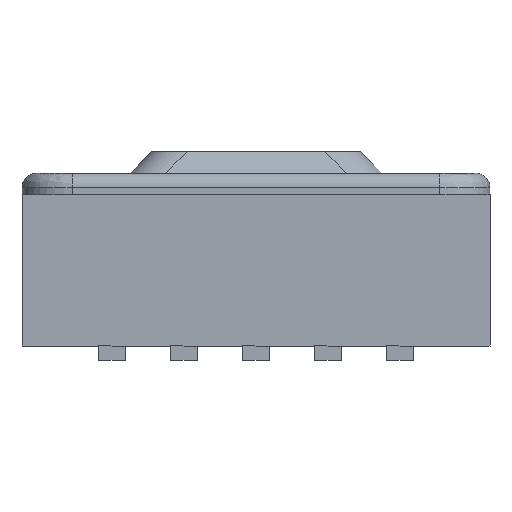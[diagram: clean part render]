
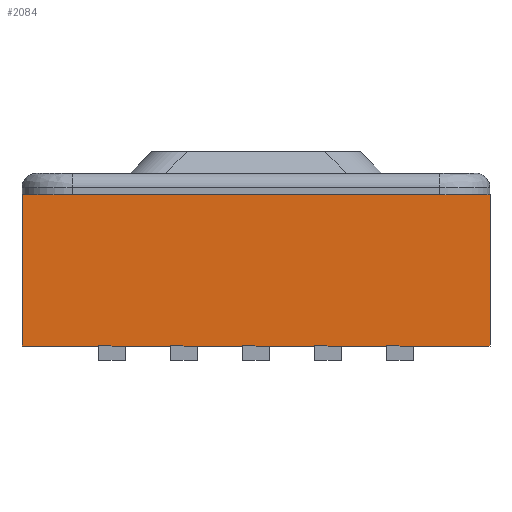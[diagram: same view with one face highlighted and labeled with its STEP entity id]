
A CAD part, front view. The second image highlights one B-rep face of the part: STEP entity #2084.
In plain terms, the highlighted planar face has unit normal (0, -1, 0).
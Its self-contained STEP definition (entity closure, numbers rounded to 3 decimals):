
#56 = VECTOR ( 'NONE', #979, 1000. ) ;
#65 = VERTEX_POINT ( 'NONE', #270 ) ;
#77 = AXIS2_PLACEMENT_3D ( 'NONE', #82, #4059, #3062 ) ;
#82 = CARTESIAN_POINT ( 'NONE',  ( -3.25, -3.25, 2.3 ) ) ;
#111 = EDGE_CURVE ( 'NONE', #2828, #2533, #2541, .T. ) ;
#164 = EDGE_CURVE ( 'NONE', #914, #1579, #3467, .T. ) ;
#176 = CARTESIAN_POINT ( 'NONE',  ( 0.815, -3.25, 0.2 ) ) ;
#250 = CARTESIAN_POINT ( 'NONE',  ( 3.25, -3.25, 2.3 ) ) ;
#270 = CARTESIAN_POINT ( 'NONE',  ( 0.185, -3.25, 0.2 ) ) ;
#322 = DIRECTION ( 'NONE',  ( -1., 0., 0. ) ) ;
#348 = CARTESIAN_POINT ( 'NONE',  ( -3.25, -3.25, 0.2 ) ) ;
#406 = DIRECTION ( 'NONE',  ( -1., 0., 0. ) ) ;
#427 = ORIENTED_EDGE ( 'NONE', *, *, #111, .F. ) ;
#429 = PLANE ( 'NONE',  #77 ) ;
#455 = EDGE_CURVE ( 'NONE', #65, #3034, #2816, .T. ) ;
#456 = EDGE_CURVE ( 'NONE', #2533, #2372, #4217, .T. ) ;
#487 = VECTOR ( 'NONE', #932, 1000. ) ;
#557 = LINE ( 'NONE', #4187, #991 ) ;
#558 = VECTOR ( 'NONE', #1942, 1000. ) ;
#567 = CARTESIAN_POINT ( 'NONE',  ( -3.25, -3.25, 0.2 ) ) ;
#572 = EDGE_CURVE ( 'NONE', #3354, #2828, #1326, .T. ) ;
#638 = ORIENTED_EDGE ( 'NONE', *, *, #3813, .T. ) ;
#671 = DIRECTION ( 'NONE',  ( -1., 0., 0. ) ) ;
#738 = ORIENTED_EDGE ( 'NONE', *, *, #1369, .F. ) ;
#773 = FACE_OUTER_BOUND ( 'NONE', #1939, .T. ) ;
#857 = ORIENTED_EDGE ( 'NONE', *, *, #3424, .F. ) ;
#914 = VERTEX_POINT ( 'NONE', #3143 ) ;
#932 = DIRECTION ( 'NONE',  ( -1., 0., 0. ) ) ;
#979 = DIRECTION ( 'NONE',  ( 0., 0., -1. ) ) ;
#987 = CARTESIAN_POINT ( 'NONE',  ( 1.185, -3.25, 0.2 ) ) ;
#991 = VECTOR ( 'NONE', #2302, 1000. ) ;
#1110 = CARTESIAN_POINT ( 'NONE',  ( -3.25, -3.25, 0.2 ) ) ;
#1172 = VERTEX_POINT ( 'NONE', #250 ) ;
#1221 = CARTESIAN_POINT ( 'NONE',  ( -1.815, -3.25, 0.2 ) ) ;
#1233 = CARTESIAN_POINT ( 'NONE',  ( -3.25, -3.25, 0.2 ) ) ;
#1292 = DIRECTION ( 'NONE',  ( 0., 0., 1. ) ) ;
#1326 = LINE ( 'NONE', #1931, #1392 ) ;
#1368 = ORIENTED_EDGE ( 'NONE', *, *, #164, .F. ) ;
#1369 = EDGE_CURVE ( 'NONE', #1940, #3354, #3387, .T. ) ;
#1374 = CARTESIAN_POINT ( 'NONE',  ( -3.25, -3.25, 0.2 ) ) ;
#1392 = VECTOR ( 'NONE', #671, 1000. ) ;
#1411 = LINE ( 'NONE', #1110, #2944 ) ;
#1460 = CARTESIAN_POINT ( 'NONE',  ( -3.25, -3.25, 0.2 ) ) ;
#1520 = CARTESIAN_POINT ( 'NONE',  ( -3.25, -3.25, 0.2 ) ) ;
#1579 = VERTEX_POINT ( 'NONE', #1374 ) ;
#1649 = DIRECTION ( 'NONE',  ( -1., 0., 0. ) ) ;
#1687 = DIRECTION ( 'NONE',  ( -1., 0., 0. ) ) ;
#1931 = CARTESIAN_POINT ( 'NONE',  ( -3.25, -3.25, 0.2 ) ) ;
#1939 = EDGE_LOOP ( 'NONE', ( #2244, #3711, #4262, #857, #3854, #2202, #3685, #427, #3664, #738, #638, #2287, #4085, #1368 ) ) ;
#1940 = VERTEX_POINT ( 'NONE', #3485 ) ;
#1942 = DIRECTION ( 'NONE',  ( -1., 0., 0. ) ) ;
#1954 = CARTESIAN_POINT ( 'NONE',  ( -0.185, -3.25, 0.2 ) ) ;
#2004 = CARTESIAN_POINT ( 'NONE',  ( -1.185, -3.25, 0.2 ) ) ;
#2065 = VERTEX_POINT ( 'NONE', #3225 ) ;
#2073 = CARTESIAN_POINT ( 'NONE',  ( -3.25, -3.25, 0.2 ) ) ;
#2084 = ADVANCED_FACE ( 'NONE', ( #773 ), #429, .F. ) ;
#2131 = VECTOR ( 'NONE', #406, 1000. ) ;
#2202 = ORIENTED_EDGE ( 'NONE', *, *, #2284, .F. ) ;
#2212 = VECTOR ( 'NONE', #3789, 1000. ) ;
#2217 = DIRECTION ( 'NONE',  ( -1., 0., 0. ) ) ;
#2244 = ORIENTED_EDGE ( 'NONE', *, *, #3650, .F. ) ;
#2249 = EDGE_CURVE ( 'NONE', #3608, #3190, #557, .T. ) ;
#2284 = EDGE_CURVE ( 'NONE', #2372, #65, #3303, .T. ) ;
#2287 = ORIENTED_EDGE ( 'NONE', *, *, #3820, .T. ) ;
#2302 = DIRECTION ( 'NONE',  ( -1., 0., 0. ) ) ;
#2346 = VERTEX_POINT ( 'NONE', #4012 ) ;
#2372 = VERTEX_POINT ( 'NONE', #176 ) ;
#2411 = EDGE_CURVE ( 'NONE', #2346, #1579, #2822, .T. ) ;
#2533 = VERTEX_POINT ( 'NONE', #987 ) ;
#2541 = LINE ( 'NONE', #1460, #2781 ) ;
#2606 = LINE ( 'NONE', #2980, #558 ) ;
#2781 = VECTOR ( 'NONE', #4038, 1000. ) ;
#2816 = LINE ( 'NONE', #567, #487 ) ;
#2822 = LINE ( 'NONE', #4140, #56 ) ;
#2824 = LINE ( 'NONE', #1520, #3656 ) ;
#2828 = VERTEX_POINT ( 'NONE', #3668 ) ;
#2907 = VECTOR ( 'NONE', #2217, 1000. ) ;
#2944 = VECTOR ( 'NONE', #3645, 1000. ) ;
#2980 = CARTESIAN_POINT ( 'NONE',  ( -3.25, -3.25, 0.2 ) ) ;
#3034 = VERTEX_POINT ( 'NONE', #1954 ) ;
#3062 = DIRECTION ( 'NONE',  ( 0., 0., 1. ) ) ;
#3143 = CARTESIAN_POINT ( 'NONE',  ( -2.185, -3.25, 0.2 ) ) ;
#3190 = VERTEX_POINT ( 'NONE', #1221 ) ;
#3225 = CARTESIAN_POINT ( 'NONE',  ( -0.815, -3.25, 0.2 ) ) ;
#3248 = VECTOR ( 'NONE', #1292, 1000. ) ;
#3295 = LINE ( 'NONE', #3713, #2131 ) ;
#3303 = LINE ( 'NONE', #348, #3646 ) ;
#3354 = VERTEX_POINT ( 'NONE', #3807 ) ;
#3387 = LINE ( 'NONE', #4041, #3864 ) ;
#3424 = EDGE_CURVE ( 'NONE', #3034, #2065, #1411, .T. ) ;
#3467 = LINE ( 'NONE', #2073, #2212 ) ;
#3485 = CARTESIAN_POINT ( 'NONE',  ( 3.25, -3.25, 0.2 ) ) ;
#3608 = VERTEX_POINT ( 'NONE', #2004 ) ;
#3611 = CARTESIAN_POINT ( 'NONE',  ( 3.25, -3.25, 2.3 ) ) ;
#3645 = DIRECTION ( 'NONE',  ( -1., 0., 0. ) ) ;
#3646 = VECTOR ( 'NONE', #1649, 1000. ) ;
#3650 = EDGE_CURVE ( 'NONE', #3190, #914, #2824, .T. ) ;
#3656 = VECTOR ( 'NONE', #322, 1000. ) ;
#3664 = ORIENTED_EDGE ( 'NONE', *, *, #572, .F. ) ;
#3668 = CARTESIAN_POINT ( 'NONE',  ( 1.815, -3.25, 0.2 ) ) ;
#3685 = ORIENTED_EDGE ( 'NONE', *, *, #456, .F. ) ;
#3711 = ORIENTED_EDGE ( 'NONE', *, *, #2249, .F. ) ;
#3713 = CARTESIAN_POINT ( 'NONE',  ( 0., -3.25, 2.3 ) ) ;
#3765 = EDGE_CURVE ( 'NONE', #2065, #3608, #2606, .T. ) ;
#3789 = DIRECTION ( 'NONE',  ( -1., 0., 0. ) ) ;
#3807 = CARTESIAN_POINT ( 'NONE',  ( 2.185, -3.25, 0.2 ) ) ;
#3813 = EDGE_CURVE ( 'NONE', #1940, #1172, #4239, .T. ) ;
#3820 = EDGE_CURVE ( 'NONE', #1172, #2346, #3295, .T. ) ;
#3854 = ORIENTED_EDGE ( 'NONE', *, *, #455, .F. ) ;
#3864 = VECTOR ( 'NONE', #1687, 1000. ) ;
#4012 = CARTESIAN_POINT ( 'NONE',  ( -3.25, -3.25, 2.3 ) ) ;
#4038 = DIRECTION ( 'NONE',  ( -1., 0., 0. ) ) ;
#4041 = CARTESIAN_POINT ( 'NONE',  ( -3.25, -3.25, 0.2 ) ) ;
#4059 = DIRECTION ( 'NONE',  ( 0., 1., 0. ) ) ;
#4085 = ORIENTED_EDGE ( 'NONE', *, *, #2411, .T. ) ;
#4140 = CARTESIAN_POINT ( 'NONE',  ( -3.25, -3.25, 2.3 ) ) ;
#4187 = CARTESIAN_POINT ( 'NONE',  ( -3.25, -3.25, 0.2 ) ) ;
#4217 = LINE ( 'NONE', #1233, #2907 ) ;
#4239 = LINE ( 'NONE', #3611, #3248 ) ;
#4262 = ORIENTED_EDGE ( 'NONE', *, *, #3765, .F. ) ;
